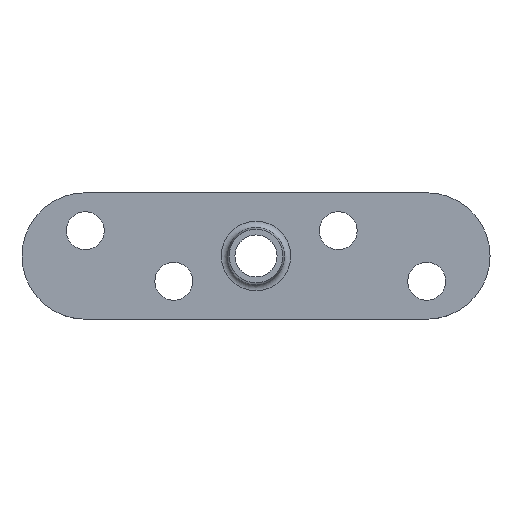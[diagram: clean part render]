
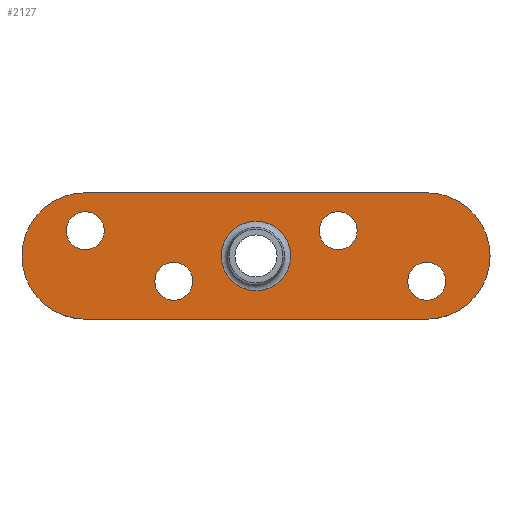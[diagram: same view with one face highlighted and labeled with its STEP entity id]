
A CAD part, top view. The second image highlights one B-rep face of the part: STEP entity #2127.
In plain terms, the highlighted planar face has unit normal (0, 0, 1).
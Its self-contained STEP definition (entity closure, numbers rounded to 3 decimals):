
#67=CIRCLE('',#2248,3.);
#69=CIRCLE('',#2252,3.);
#71=CIRCLE('',#2256,3.);
#73=CIRCLE('',#2260,3.);
#78=CIRCLE('',#2268,5.476);
#82=CIRCLE('',#2273,10.);
#83=CIRCLE('',#2274,10.);
#100=FACE_BOUND('',#413,.T.);
#101=FACE_BOUND('',#414,.T.);
#102=FACE_BOUND('',#415,.T.);
#103=FACE_BOUND('',#416,.T.);
#104=FACE_BOUND('',#417,.T.);
#160=PLANE('',#2272);
#277=FACE_OUTER_BOUND('',#412,.T.);
#412=EDGE_LOOP('',(#1944,#1945,#1946,#1947));
#413=EDGE_LOOP('',(#1948));
#414=EDGE_LOOP('',(#1949));
#415=EDGE_LOOP('',(#1950));
#416=EDGE_LOOP('',(#1951));
#417=EDGE_LOOP('',(#1952));
#601=LINE('',#3818,#784);
#602=LINE('',#3822,#785);
#784=VECTOR('',#2698,10.);
#785=VECTOR('',#2701,10.);
#1043=VERTEX_POINT('',#3770);
#1045=VERTEX_POINT('',#3778);
#1047=VERTEX_POINT('',#3786);
#1049=VERTEX_POINT('',#3794);
#1053=VERTEX_POINT('',#3808);
#1056=VERTEX_POINT('',#3816);
#1057=VERTEX_POINT('',#3817);
#1058=VERTEX_POINT('',#3819);
#1059=VERTEX_POINT('',#3821);
#1333=EDGE_CURVE('',#1043,#1043,#67,.T.);
#1337=EDGE_CURVE('',#1045,#1045,#69,.T.);
#1341=EDGE_CURVE('',#1047,#1047,#71,.T.);
#1345=EDGE_CURVE('',#1049,#1049,#73,.T.);
#1352=EDGE_CURVE('',#1053,#1053,#78,.T.);
#1356=EDGE_CURVE('',#1056,#1057,#601,.T.);
#1357=EDGE_CURVE('',#1058,#1056,#82,.T.);
#1358=EDGE_CURVE('',#1059,#1058,#602,.T.);
#1359=EDGE_CURVE('',#1057,#1059,#83,.T.);
#1944=ORIENTED_EDGE('',*,*,#1356,.F.);
#1945=ORIENTED_EDGE('',*,*,#1357,.F.);
#1946=ORIENTED_EDGE('',*,*,#1358,.F.);
#1947=ORIENTED_EDGE('',*,*,#1359,.F.);
#1948=ORIENTED_EDGE('',*,*,#1337,.T.);
#1949=ORIENTED_EDGE('',*,*,#1333,.T.);
#1950=ORIENTED_EDGE('',*,*,#1345,.T.);
#1951=ORIENTED_EDGE('',*,*,#1341,.T.);
#1952=ORIENTED_EDGE('',*,*,#1352,.F.);
#2127=ADVANCED_FACE('',(#277,#100,#101,#102,#103,#104),#160,.T.);
#2248=AXIS2_PLACEMENT_3D('',#3771,#2640,#2641);
#2252=AXIS2_PLACEMENT_3D('',#3779,#2650,#2651);
#2256=AXIS2_PLACEMENT_3D('',#3787,#2660,#2661);
#2260=AXIS2_PLACEMENT_3D('',#3795,#2670,#2671);
#2268=AXIS2_PLACEMENT_3D('',#3809,#2688,#2689);
#2272=AXIS2_PLACEMENT_3D('',#3815,#2696,#2697);
#2273=AXIS2_PLACEMENT_3D('',#3820,#2699,#2700);
#2274=AXIS2_PLACEMENT_3D('',#3823,#2702,#2703);
#2640=DIRECTION('center_axis',(0.,0.,-1.));
#2641=DIRECTION('ref_axis',(1.,0.,0.));
#2650=DIRECTION('center_axis',(0.,0.,-1.));
#2651=DIRECTION('ref_axis',(1.,0.,0.));
#2660=DIRECTION('center_axis',(0.,0.,-1.));
#2661=DIRECTION('ref_axis',(1.,0.,0.));
#2670=DIRECTION('center_axis',(0.,0.,-1.));
#2671=DIRECTION('ref_axis',(1.,0.,0.));
#2688=DIRECTION('center_axis',(0.,0.,1.));
#2689=DIRECTION('ref_axis',(1.,0.,0.));
#2696=DIRECTION('center_axis',(0.,0.,1.));
#2697=DIRECTION('ref_axis',(1.,0.,0.));
#2698=DIRECTION('',(1.,0.,0.));
#2699=DIRECTION('center_axis',(0.,0.,-1.));
#2700=DIRECTION('ref_axis',(0.,1.,0.));
#2701=DIRECTION('',(-1.,0.,0.));
#2702=DIRECTION('center_axis',(0.,0.,-1.));
#2703=DIRECTION('ref_axis',(0.,-1.,0.));
#3770=CARTESIAN_POINT('',(47.338,14.498,1.8));
#3771=CARTESIAN_POINT('Origin',(50.338,14.498,1.8));
#3778=CARTESIAN_POINT('',(61.338,6.498,1.8));
#3779=CARTESIAN_POINT('Origin',(64.338,6.498,1.8));
#3786=CARTESIAN_POINT('',(21.338,6.498,1.8));
#3787=CARTESIAN_POINT('Origin',(24.338,6.498,1.8));
#3794=CARTESIAN_POINT('',(7.338,14.498,1.8));
#3795=CARTESIAN_POINT('Origin',(10.338,14.498,1.8));
#3808=CARTESIAN_POINT('',(31.862,10.498,1.8));
#3809=CARTESIAN_POINT('Origin',(37.338,10.498,1.8));
#3815=CARTESIAN_POINT('Origin',(37.338,10.498,1.8));
#3816=CARTESIAN_POINT('',(10.338,20.498,1.8));
#3817=CARTESIAN_POINT('',(64.338,20.498,1.8));
#3818=CARTESIAN_POINT('',(64.338,20.498,1.8));
#3819=CARTESIAN_POINT('',(10.338,0.498,1.8));
#3820=CARTESIAN_POINT('Origin',(10.338,10.498,1.8));
#3821=CARTESIAN_POINT('',(64.338,0.498,1.8));
#3822=CARTESIAN_POINT('',(10.338,0.498,1.8));
#3823=CARTESIAN_POINT('Origin',(64.338,10.498,1.8));
